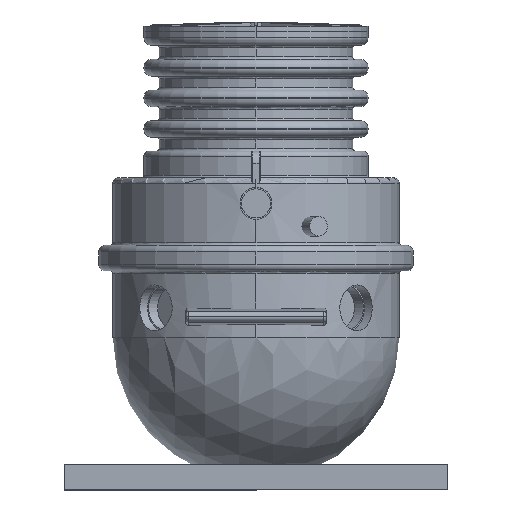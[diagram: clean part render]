
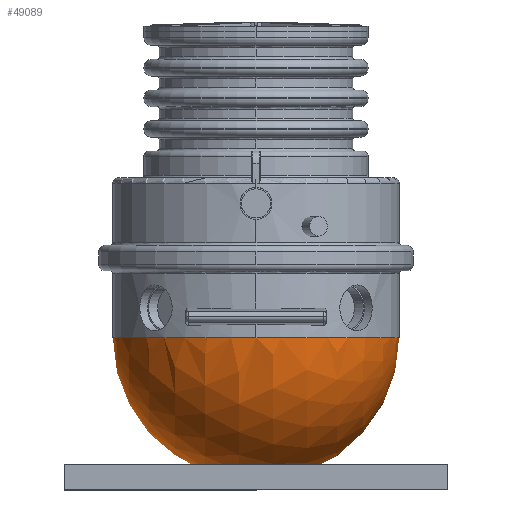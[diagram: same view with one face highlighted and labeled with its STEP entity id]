
A CAD part, left-side view. The second image highlights one B-rep face of the part: STEP entity #49089.
In plain terms, the highlighted spherical face has radius 562 mm.
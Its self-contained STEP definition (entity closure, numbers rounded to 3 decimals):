
#45262=CARTESIAN_POINT('',(562.0,0.,-1203.0));
#45263=VERTEX_POINT('',#45262);
#45270=CARTESIAN_POINT('',(0.,562.,-1203.0));
#45271=VERTEX_POINT('',#45270);
#45272=CARTESIAN_POINT('',(0.,0.,-1203.0));
#45273=DIRECTION('',(0.0,0.0,1.0));
#45274=DIRECTION('',(-1.0,0.0,0.0));
#45275=AXIS2_PLACEMENT_3D('',#45272,#45273,#45274);
#45276=CIRCLE('',#45275,562.0);
#45277=EDGE_CURVE('',#45263,#45271,#45276,.T.);
#45279=CARTESIAN_POINT('',(-562.,0.,-1203.0));
#45280=VERTEX_POINT('',#45279);
#45281=CARTESIAN_POINT('',(0.,0.,-1203.0));
#45282=DIRECTION('',(0.0,0.0,1.0));
#45283=DIRECTION('',(-1.0,0.0,0.0));
#45284=AXIS2_PLACEMENT_3D('',#45281,#45282,#45283);
#45285=CIRCLE('',#45284,562.0);
#45286=EDGE_CURVE('',#45271,#45280,#45285,.T.);
#46061=CARTESIAN_POINT('',(0.,-562.,-1203.0));
#46062=VERTEX_POINT('',#46061);
#46063=CARTESIAN_POINT('',(0.,0.,-1203.0));
#46064=DIRECTION('',(0.0,0.0,1.0));
#46065=DIRECTION('',(-1.0,0.0,0.0));
#46066=AXIS2_PLACEMENT_3D('',#46063,#46064,#46065);
#46067=CIRCLE('',#46066,562.0);
#46068=EDGE_CURVE('',#45280,#46062,#46067,.T.);
#46070=CARTESIAN_POINT('',(0.,0.,-1203.0));
#46071=DIRECTION('',(0.0,0.0,1.0));
#46072=DIRECTION('',(-1.0,0.0,0.0));
#46073=AXIS2_PLACEMENT_3D('',#46070,#46071,#46072);
#46074=CIRCLE('',#46073,562.0);
#46075=EDGE_CURVE('',#46062,#45263,#46074,.T.);
#49078=CARTESIAN_POINT('',(0.,0.,-1203.0));
#49079=DIRECTION('',(0.0,-1.0,0.0));
#49080=DIRECTION('',(1.0,0.0,0.0));
#49081=AXIS2_PLACEMENT_3D('',#49078,#49079,#49080);
#49082=SPHERICAL_SURFACE('',#49081,562.0);
#49083=ORIENTED_EDGE('',*,*,#46068,.F.);
#49084=ORIENTED_EDGE('',*,*,#45286,.F.);
#49085=ORIENTED_EDGE('',*,*,#45277,.F.);
#49086=ORIENTED_EDGE('',*,*,#46075,.F.);
#49087=EDGE_LOOP('',(#49083,#49084,#49085,#49086));
#49088=FACE_OUTER_BOUND('',#49087,.T.);
#49089=ADVANCED_FACE('',(#49088),#49082,.T.);
